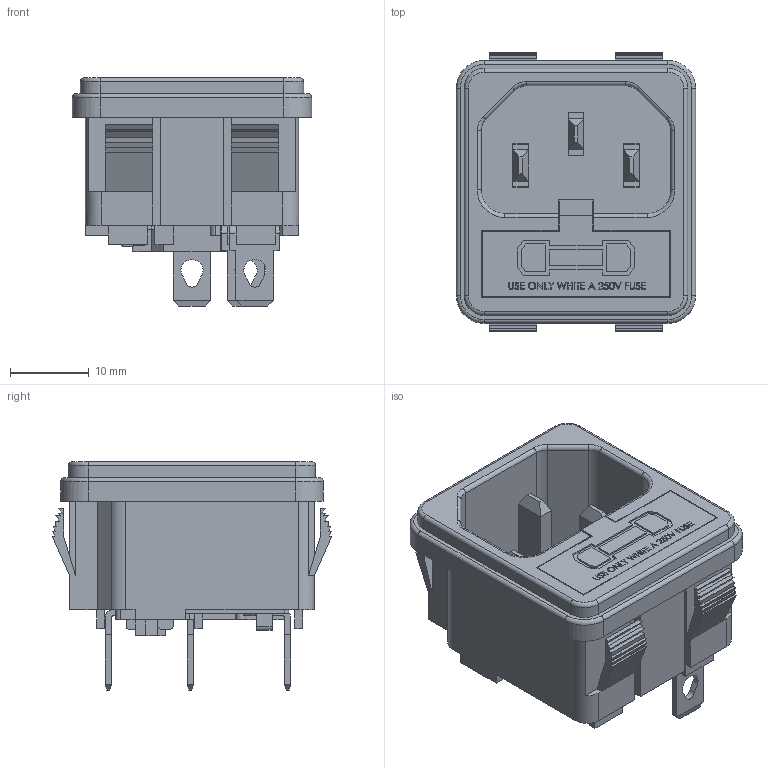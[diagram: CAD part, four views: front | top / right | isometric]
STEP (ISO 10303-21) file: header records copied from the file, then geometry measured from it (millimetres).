
FILE_DESCRIPTION (( 'STEP AP214' ), '1' );
FILE_NAME ('723W.STEP', '2014-02-11T00:46:38', ( 'USER' ), ( 'NONE' ), 'SwSTEP 2.0', 'SolidWorks 2010', '' );
FILE_SCHEMA (( 'AUTOMOTIVE_DESIGN' ));
Length unit declared in the file: millimetre
Products named in the file (1): 723W
Bounding box: 30.3 x 35.4 x 28.9 mm (x, y, z)
Volume: 8275 mm3; surface area: 10867.7 mm2
Topology: 11 solids, 11 shells, 826 faces, 2242 edges, 1476 vertices
Faces by surface type: plane 666, bspline 75, cylinder 71, torus 14
Entity records: 41502 total; most frequent: CARTESIAN_POINT 11766, ORIENTED_EDGE 4484, DIRECTION 3754, EDGE_CURVE 2242, VECTOR 1934, LINE 1934, VERTEX_POINT 1476, AXIS2_PLACEMENT_3D 910
